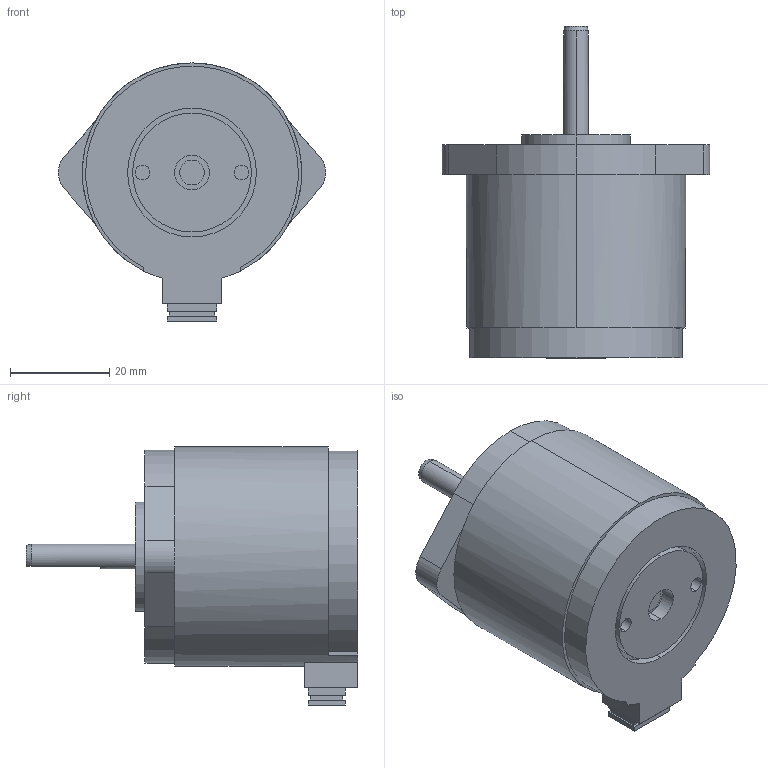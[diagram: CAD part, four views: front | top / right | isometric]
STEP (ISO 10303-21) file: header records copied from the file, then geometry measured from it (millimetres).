
FILE_DESCRIPTION (( 'STEP AP214' ), '1' );
FILE_NAME ('17HC6.STEP', '2016-06-21T05:08:26', ( '' ), ( '' ), 'SwSTEP 2.0', 'SolidWorks 2012', '' );
FILE_SCHEMA (( 'AUTOMOTIVE_DESIGN' ));
Length unit declared in the file: millimetre
Products named in the file (1): 17HC6
Bounding box: 53.97 x 67 x 52.15 mm (x, y, z)
Volume: 67545.4 mm3; surface area: 12644.1 mm2
Topology: 2 solids, 3 shells, 165 faces, 404 edges, 268 vertices
Faces by surface type: plane 125, cylinder 39, cone 1
Entity records: 5880 total; most frequent: CARTESIAN_POINT 844, DIRECTION 823, ORIENTED_EDGE 808, EDGE_CURVE 404, VECTOR 313, LINE 313, VERTEX_POINT 268, AXIS2_PLACEMENT_3D 255
